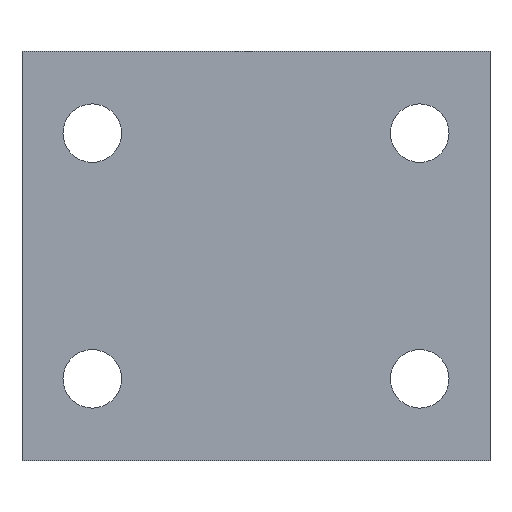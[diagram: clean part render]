
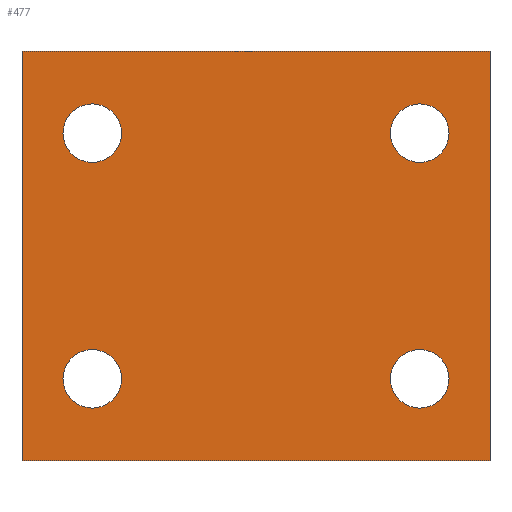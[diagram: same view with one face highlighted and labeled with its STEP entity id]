
A CAD part, front view. The second image highlights one B-rep face of the part: STEP entity #477.
In plain terms, the highlighted planar face has unit normal (0, -1, 0).
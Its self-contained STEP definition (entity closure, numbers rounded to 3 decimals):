
#41=DIRECTION('',(1.,0.,0.));
#42=VECTOR('',#41,40.);
#43=CARTESIAN_POINT('',(0.,0.,0.));
#44=LINE('',#43,#42);
#67=DIRECTION('',(0.,0.,1.));
#68=VECTOR('',#67,35.);
#69=CARTESIAN_POINT('',(40.,0.,0.));
#70=LINE('',#69,#68);
#71=DIRECTION('',(0.,0.,1.));
#72=VECTOR('',#71,35.);
#73=CARTESIAN_POINT('',(0.,0.,0.));
#74=LINE('',#73,#72);
#75=CARTESIAN_POINT('',(6.,0.,7.));
#76=DIRECTION('',(0.,1.,0.));
#77=DIRECTION('',(1.,0.,0.));
#78=AXIS2_PLACEMENT_3D('',#75,#76,#77);
#80=CARTESIAN_POINT('',(6.,0.,7.));
#81=DIRECTION('',(0.,1.,0.));
#82=DIRECTION('',(-1.,0.,0.));
#83=AXIS2_PLACEMENT_3D('',#80,#81,#82);
#85=CARTESIAN_POINT('',(6.,0.,28.));
#86=DIRECTION('',(0.,1.,0.));
#87=DIRECTION('',(1.,0.,0.));
#88=AXIS2_PLACEMENT_3D('',#85,#86,#87);
#90=CARTESIAN_POINT('',(6.,0.,28.));
#91=DIRECTION('',(0.,1.,0.));
#92=DIRECTION('',(-1.,0.,0.));
#93=AXIS2_PLACEMENT_3D('',#90,#91,#92);
#95=CARTESIAN_POINT('',(34.,0.,28.));
#96=DIRECTION('',(0.,1.,0.));
#97=DIRECTION('',(1.,0.,0.));
#98=AXIS2_PLACEMENT_3D('',#95,#96,#97);
#100=CARTESIAN_POINT('',(34.,0.,28.));
#101=DIRECTION('',(0.,1.,0.));
#102=DIRECTION('',(-1.,0.,0.));
#103=AXIS2_PLACEMENT_3D('',#100,#101,#102);
#105=CARTESIAN_POINT('',(34.,0.,7.));
#106=DIRECTION('',(0.,1.,0.));
#107=DIRECTION('',(1.,0.,0.));
#108=AXIS2_PLACEMENT_3D('',#105,#106,#107);
#110=CARTESIAN_POINT('',(34.,0.,7.));
#111=DIRECTION('',(0.,1.,0.));
#112=DIRECTION('',(-1.,0.,0.));
#113=AXIS2_PLACEMENT_3D('',#110,#111,#112);
#195=DIRECTION('',(1.,0.,0.));
#196=VECTOR('',#195,40.);
#197=CARTESIAN_POINT('',(0.,0.,35.));
#198=LINE('',#197,#196);
#285=CARTESIAN_POINT('',(0.,0.,0.));
#286=CARTESIAN_POINT('',(40.,0.,0.));
#287=VERTEX_POINT('',#285);
#288=VERTEX_POINT('',#286);
#289=CARTESIAN_POINT('',(0.,0.,35.));
#290=CARTESIAN_POINT('',(40.,0.,35.));
#291=VERTEX_POINT('',#289);
#292=VERTEX_POINT('',#290);
#341=CARTESIAN_POINT('',(8.5,0.,7.));
#342=CARTESIAN_POINT('',(3.5,0.,7.));
#343=VERTEX_POINT('',#341);
#344=VERTEX_POINT('',#342);
#345=CARTESIAN_POINT('',(8.5,0.,28.));
#346=CARTESIAN_POINT('',(3.5,0.,28.));
#347=VERTEX_POINT('',#345);
#348=VERTEX_POINT('',#346);
#349=CARTESIAN_POINT('',(36.5,0.,28.));
#350=CARTESIAN_POINT('',(31.5,0.,28.));
#351=VERTEX_POINT('',#349);
#352=VERTEX_POINT('',#350);
#353=CARTESIAN_POINT('',(36.5,0.,7.));
#354=CARTESIAN_POINT('',(31.5,0.,7.));
#355=VERTEX_POINT('',#353);
#356=VERTEX_POINT('',#354);
#440=CARTESIAN_POINT('',(0.,0.,0.));
#441=DIRECTION('',(0.,-1.,0.));
#442=DIRECTION('',(1.,0.,0.));
#443=AXIS2_PLACEMENT_3D('',#440,#441,#442);
#444=PLANE('',#443);
#445=ORIENTED_EDGE('',*,*,#398,.F.);
#447=ORIENTED_EDGE('',*,*,#446,.T.);
#449=ORIENTED_EDGE('',*,*,#448,.T.);
#450=ORIENTED_EDGE('',*,*,#433,.F.);
#451=EDGE_LOOP('',(#445,#447,#449,#450));
#452=FACE_OUTER_BOUND('',#451,.F.);
#454=ORIENTED_EDGE('',*,*,#453,.F.);
#456=ORIENTED_EDGE('',*,*,#455,.F.);
#457=EDGE_LOOP('',(#454,#456));
#458=FACE_BOUND('',#457,.F.);
#460=ORIENTED_EDGE('',*,*,#459,.F.);
#462=ORIENTED_EDGE('',*,*,#461,.F.);
#463=EDGE_LOOP('',(#460,#462));
#464=FACE_BOUND('',#463,.F.);
#466=ORIENTED_EDGE('',*,*,#465,.F.);
#468=ORIENTED_EDGE('',*,*,#467,.F.);
#469=EDGE_LOOP('',(#466,#468));
#470=FACE_BOUND('',#469,.F.);
#472=ORIENTED_EDGE('',*,*,#471,.F.);
#474=ORIENTED_EDGE('',*,*,#473,.F.);
#475=EDGE_LOOP('',(#472,#474));
#476=FACE_BOUND('',#475,.F.);
#477=ADVANCED_FACE('',(#452,#458,#464,#470,#476),#444,.T.);
#79=CIRCLE('',#78,2.5);
#84=CIRCLE('',#83,2.5);
#89=CIRCLE('',#88,2.5);
#94=CIRCLE('',#93,2.5);
#99=CIRCLE('',#98,2.5);
#104=CIRCLE('',#103,2.5);
#109=CIRCLE('',#108,2.5);
#114=CIRCLE('',#113,2.5);
#398=EDGE_CURVE('',#287,#288,#44,.T.);
#433=EDGE_CURVE('',#288,#292,#70,.T.);
#446=EDGE_CURVE('',#287,#291,#74,.T.);
#448=EDGE_CURVE('',#291,#292,#198,.T.);
#453=EDGE_CURVE('',#343,#344,#79,.T.);
#455=EDGE_CURVE('',#344,#343,#84,.T.);
#459=EDGE_CURVE('',#347,#348,#89,.T.);
#461=EDGE_CURVE('',#348,#347,#94,.T.);
#465=EDGE_CURVE('',#351,#352,#99,.T.);
#467=EDGE_CURVE('',#352,#351,#104,.T.);
#471=EDGE_CURVE('',#355,#356,#109,.T.);
#473=EDGE_CURVE('',#356,#355,#114,.T.);
